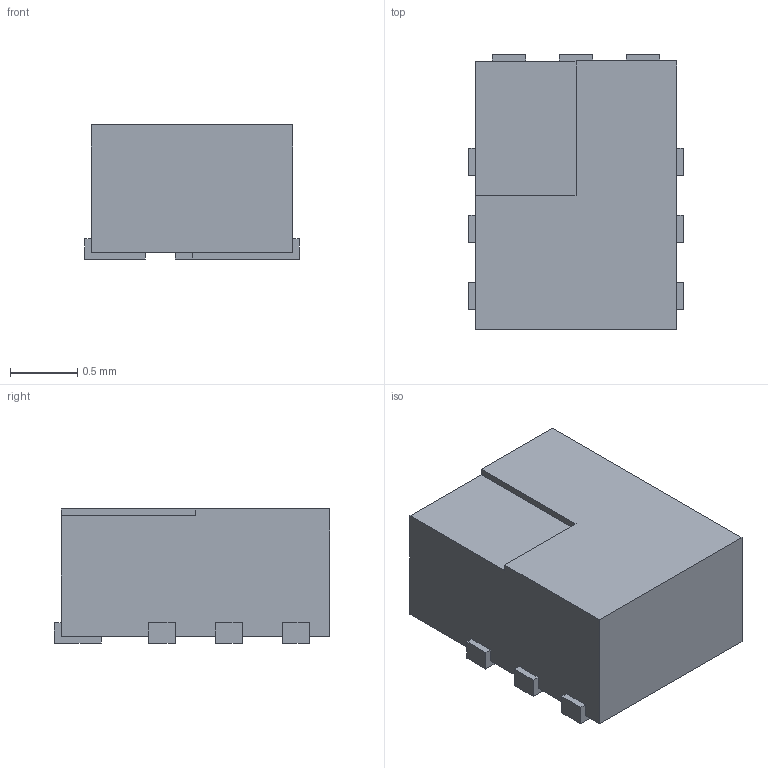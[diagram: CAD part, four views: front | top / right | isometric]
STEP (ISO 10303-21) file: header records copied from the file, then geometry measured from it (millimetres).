
FILE_DESCRIPTION(('FreeCAD Model'),'2;1');
FILE_NAME('Open CASCADE Shape Model','2021-06-16T13:49:41',('Author'),( ''),'Open CASCADE STEP processor 7.4','FreeCAD','Unknown');
FILE_SCHEMA(('AUTOMOTIVE_DESIGN { 1 0 10303 214 1 1 1 1 }'));
Length unit declared in the file: millimetre
Products named in the file (1): Pocket
Bounding box: 1.6 x 2.05 x 1 mm (x, y, z)
Volume: 2.9 mm3; surface area: 13.6 mm2
Topology: 1 solids, 1 shells, 63 faces, 183 edges, 122 vertices
Faces by surface type: plane 63
Entity records: 2124 total; most frequent: CARTESIAN_POINT 369, ORIENTED_EDGE 366, DIRECTION 311, EDGE_CURVE 183, LINE 183, VECTOR 183, VERTEX_POINT 122, AXIS2_PLACEMENT_3D 64
